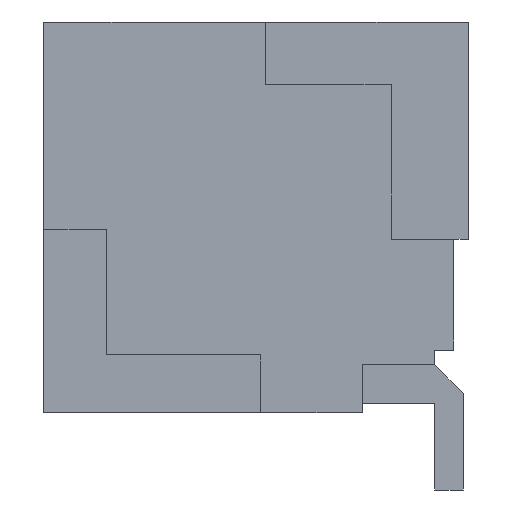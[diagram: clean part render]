
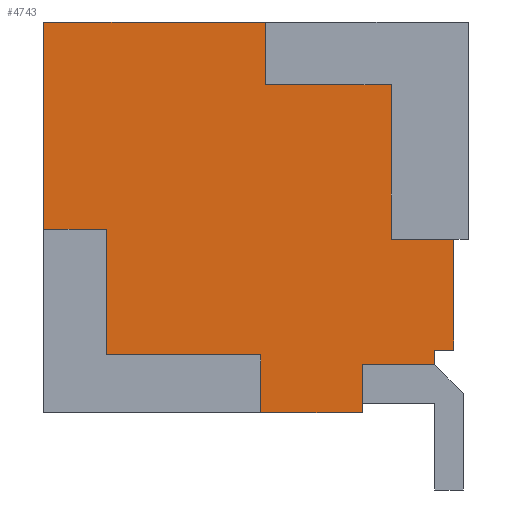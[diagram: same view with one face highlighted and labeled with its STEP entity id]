
A CAD part, left-side view. The second image highlights one B-rep face of the part: STEP entity #4743.
In plain terms, the highlighted planar face has unit normal (-1, 0, 0).
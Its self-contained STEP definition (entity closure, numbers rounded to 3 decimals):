
#13 = LINE ( 'NONE', #481, #4785 ) ;
#44 = EDGE_CURVE ( 'NONE', #4169, #5266, #3027, .T. ) ;
#103 = CARTESIAN_POINT ( 'NONE',  ( -6.625, 0.65, -0.65 ) ) ;
#123 = EDGE_CURVE ( 'NONE', #1637, #4894, #3158, .T. ) ;
#142 = CARTESIAN_POINT ( 'NONE',  ( -6.625, 0.95, -4.05 ) ) ;
#173 = EDGE_CURVE ( 'NONE', #576, #3689, #3176, .T. ) ;
#189 = VECTOR ( 'NONE', #243, 1000. ) ;
#243 = DIRECTION ( 'NONE',  ( 0., -1., 0. ) ) ;
#273 = VECTOR ( 'NONE', #3769, 1000. ) ;
#372 = CARTESIAN_POINT ( 'NONE',  ( -6.625, 0.65, 0. ) ) ;
#396 = LINE ( 'NONE', #3838, #4830 ) ;
#399 = CARTESIAN_POINT ( 'NONE',  ( -6.625, 1.95, 0. ) ) ;
#402 = PLANE ( 'NONE',  #4920 ) ;
#422 = CARTESIAN_POINT ( 'NONE',  ( -6.625, 0., 0. ) ) ;
#481 = CARTESIAN_POINT ( 'NONE',  ( -6.625, 1.95, 0. ) ) ;
#482 = VECTOR ( 'NONE', #4692, 1000. ) ;
#490 = CARTESIAN_POINT ( 'NONE',  ( -6.625, 2., -4.05 ) ) ;
#499 = EDGE_CURVE ( 'NONE', #771, #541, #4387, .T. ) ;
#541 = VERTEX_POINT ( 'NONE', #2156 ) ;
#576 = VERTEX_POINT ( 'NONE', #2173 ) ;
#669 = EDGE_CURVE ( 'NONE', #4668, #1806, #13, .T. ) ;
#771 = VERTEX_POINT ( 'NONE', #103 ) ;
#818 = CARTESIAN_POINT ( 'NONE',  ( -6.625, 0., -2.25 ) ) ;
#819 = VECTOR ( 'NONE', #3141, 1000. ) ;
#1032 = EDGE_CURVE ( 'NONE', #2414, #1654, #1760, .T. ) ;
#1108 = CARTESIAN_POINT ( 'NONE',  ( -6.625, 2., 0. ) ) ;
#1133 = CARTESIAN_POINT ( 'NONE',  ( -6.625, 3.6, -3.45 ) ) ;
#1161 = CARTESIAN_POINT ( 'NONE',  ( -6.625, 2., -3.45 ) ) ;
#1246 = LINE ( 'NONE', #5081, #3538 ) ;
#1279 = DIRECTION ( 'NONE',  ( 0., 1., 0. ) ) ;
#1308 = VECTOR ( 'NONE', #4610, 1000. ) ;
#1353 = LINE ( 'NONE', #5080, #482 ) ;
#1358 = VECTOR ( 'NONE', #3940, 1000. ) ;
#1391 = VERTEX_POINT ( 'NONE', #5313 ) ;
#1405 = ORIENTED_EDGE ( 'NONE', *, *, #3559, .F. ) ;
#1473 = CARTESIAN_POINT ( 'NONE',  ( -6.625, 3.6, -2.15 ) ) ;
#1613 = ORIENTED_EDGE ( 'NONE', *, *, #3927, .T. ) ;
#1637 = VERTEX_POINT ( 'NONE', #1133 ) ;
#1654 = VERTEX_POINT ( 'NONE', #3628 ) ;
#1689 = CARTESIAN_POINT ( 'NONE',  ( -6.625, 0.2, -3.4 ) ) ;
#1724 = CARTESIAN_POINT ( 'NONE',  ( -6.625, 4.25, -2.15 ) ) ;
#1760 = LINE ( 'NONE', #2464, #3110 ) ;
#1806 = VERTEX_POINT ( 'NONE', #2975 ) ;
#1860 = LINE ( 'NONE', #3698, #189 ) ;
#2058 = ORIENTED_EDGE ( 'NONE', *, *, #3919, .T. ) ;
#2114 = DIRECTION ( 'NONE',  ( 0., 0., 1. ) ) ;
#2116 = LINE ( 'NONE', #4142, #1308 ) ;
#2156 = CARTESIAN_POINT ( 'NONE',  ( -6.625, 0.65, -2.25 ) ) ;
#2165 = EDGE_CURVE ( 'NONE', #541, #2275, #3476, .T. ) ;
#2169 = VERTEX_POINT ( 'NONE', #1161 ) ;
#2173 = CARTESIAN_POINT ( 'NONE',  ( -6.625, 4.25, 0. ) ) ;
#2214 = ORIENTED_EDGE ( 'NONE', *, *, #173, .T. ) ;
#2275 = VERTEX_POINT ( 'NONE', #818 ) ;
#2286 = ORIENTED_EDGE ( 'NONE', *, *, #44, .F. ) ;
#2312 = ORIENTED_EDGE ( 'NONE', *, *, #123, .F. ) ;
#2371 = CARTESIAN_POINT ( 'NONE',  ( -6.625, 3.6, 0. ) ) ;
#2414 = VERTEX_POINT ( 'NONE', #5156 ) ;
#2464 = CARTESIAN_POINT ( 'NONE',  ( -6.625, 0., -3.4 ) ) ;
#2531 = VECTOR ( 'NONE', #5285, 1000. ) ;
#2635 = VECTOR ( 'NONE', #5320, 1000. ) ;
#2665 = EDGE_CURVE ( 'NONE', #1806, #771, #1353, .T. ) ;
#2674 = CARTESIAN_POINT ( 'NONE',  ( -6.625, 0.95, -3.55 ) ) ;
#2920 = DIRECTION ( 'NONE',  ( 0., 0., 1. ) ) ;
#2936 = ORIENTED_EDGE ( 'NONE', *, *, #1032, .T. ) ;
#2975 = CARTESIAN_POINT ( 'NONE',  ( -6.625, 1.95, -0.65 ) ) ;
#3027 = LINE ( 'NONE', #3376, #273 ) ;
#3110 = VECTOR ( 'NONE', #4611, 1000. ) ;
#3141 = DIRECTION ( 'NONE',  ( 0., 0., 1. ) ) ;
#3158 = LINE ( 'NONE', #2371, #2635 ) ;
#3176 = LINE ( 'NONE', #3492, #1358 ) ;
#3339 = VECTOR ( 'NONE', #4581, 1000. ) ;
#3343 = VERTEX_POINT ( 'NONE', #2674 ) ;
#3373 = DIRECTION ( 'NONE',  ( 0., 0., -1. ) ) ;
#3376 = CARTESIAN_POINT ( 'NONE',  ( -6.625, 0., -4.05 ) ) ;
#3442 = VECTOR ( 'NONE', #3373, 1000. ) ;
#3460 = DIRECTION ( 'NONE',  ( 0., 0., -1. ) ) ;
#3476 = LINE ( 'NONE', #4957, #3339 ) ;
#3492 = CARTESIAN_POINT ( 'NONE',  ( -6.625, 4.25, -4.05 ) ) ;
#3538 = VECTOR ( 'NONE', #2114, 1000. ) ;
#3551 = ORIENTED_EDGE ( 'NONE', *, *, #2165, .F. ) ;
#3559 = EDGE_CURVE ( 'NONE', #4894, #3689, #396, .T. ) ;
#3603 = ORIENTED_EDGE ( 'NONE', *, *, #669, .F. ) ;
#3628 = CARTESIAN_POINT ( 'NONE',  ( -6.625, 0., -3.4 ) ) ;
#3679 = ORIENTED_EDGE ( 'NONE', *, *, #499, .F. ) ;
#3689 = VERTEX_POINT ( 'NONE', #1724 ) ;
#3698 = CARTESIAN_POINT ( 'NONE',  ( -6.625, 0., 0. ) ) ;
#3700 = VECTOR ( 'NONE', #4914, 1000. ) ;
#3769 = DIRECTION ( 'NONE',  ( 0., 1., 0. ) ) ;
#3777 = DIRECTION ( 'NONE',  ( 1., 0., 0. ) ) ;
#3838 = CARTESIAN_POINT ( 'NONE',  ( -6.625, 3.6, -2.15 ) ) ;
#3862 = DIRECTION ( 'NONE',  ( 0., 0., -1. ) ) ;
#3890 = ORIENTED_EDGE ( 'NONE', *, *, #4536, .T. ) ;
#3919 = EDGE_CURVE ( 'NONE', #4169, #3343, #1246, .T. ) ;
#3927 = EDGE_CURVE ( 'NONE', #1391, #2414, #5224, .T. ) ;
#3940 = DIRECTION ( 'NONE',  ( 0., 0., -1. ) ) ;
#4142 = CARTESIAN_POINT ( 'NONE',  ( -6.625, 0.2, -3.55 ) ) ;
#4169 = VERTEX_POINT ( 'NONE', #142 ) ;
#4235 = EDGE_LOOP ( 'NONE', ( #2312, #5088, #5007, #2286, #2058, #3890, #1613, #2936, #4961, #3551, #3679, #4483, #3603, #4635, #2214, #1405 ) ) ;
#4254 = EDGE_CURVE ( 'NONE', #576, #4668, #1860, .T. ) ;
#4357 = EDGE_CURVE ( 'NONE', #2169, #1637, #5206, .T. ) ;
#4387 = LINE ( 'NONE', #372, #3442 ) ;
#4411 = CARTESIAN_POINT ( 'NONE',  ( -6.625, 0., -3.45 ) ) ;
#4483 = ORIENTED_EDGE ( 'NONE', *, *, #2665, .F. ) ;
#4536 = EDGE_CURVE ( 'NONE', #3343, #1391, #2116, .T. ) ;
#4545 = VECTOR ( 'NONE', #2920, 1000. ) ;
#4581 = DIRECTION ( 'NONE',  ( 0., -1., 0. ) ) ;
#4610 = DIRECTION ( 'NONE',  ( 0., -1., 0. ) ) ;
#4611 = DIRECTION ( 'NONE',  ( 0., -1., 0. ) ) ;
#4635 = ORIENTED_EDGE ( 'NONE', *, *, #4254, .F. ) ;
#4668 = VERTEX_POINT ( 'NONE', #399 ) ;
#4692 = DIRECTION ( 'NONE',  ( 0., -1., 0. ) ) ;
#4743 = ADVANCED_FACE ( 'NONE', ( #5193 ), #402, .F. ) ;
#4785 = VECTOR ( 'NONE', #3862, 1000. ) ;
#4830 = VECTOR ( 'NONE', #1279, 1000. ) ;
#4858 = CARTESIAN_POINT ( 'NONE',  ( -6.625, 0., 0. ) ) ;
#4894 = VERTEX_POINT ( 'NONE', #1473 ) ;
#4914 = DIRECTION ( 'NONE',  ( 0., 0., 1. ) ) ;
#4920 = AXIS2_PLACEMENT_3D ( 'NONE', #422, #3777, #3460 ) ;
#4957 = CARTESIAN_POINT ( 'NONE',  ( -6.625, 0., -2.25 ) ) ;
#4961 = ORIENTED_EDGE ( 'NONE', *, *, #5019, .T. ) ;
#4987 = LINE ( 'NONE', #4858, #819 ) ;
#5007 = ORIENTED_EDGE ( 'NONE', *, *, #5232, .F. ) ;
#5019 = EDGE_CURVE ( 'NONE', #1654, #2275, #4987, .T. ) ;
#5080 = CARTESIAN_POINT ( 'NONE',  ( -6.625, 0., -0.65 ) ) ;
#5081 = CARTESIAN_POINT ( 'NONE',  ( -6.625, 0.95, -3.55 ) ) ;
#5088 = ORIENTED_EDGE ( 'NONE', *, *, #4357, .F. ) ;
#5156 = CARTESIAN_POINT ( 'NONE',  ( -6.625, 0.2, -3.4 ) ) ;
#5179 = LINE ( 'NONE', #1108, #3700 ) ;
#5193 = FACE_OUTER_BOUND ( 'NONE', #4235, .T. ) ;
#5206 = LINE ( 'NONE', #4411, #2531 ) ;
#5224 = LINE ( 'NONE', #1689, #4545 ) ;
#5232 = EDGE_CURVE ( 'NONE', #5266, #2169, #5179, .T. ) ;
#5266 = VERTEX_POINT ( 'NONE', #490 ) ;
#5285 = DIRECTION ( 'NONE',  ( 0., 1., 0. ) ) ;
#5313 = CARTESIAN_POINT ( 'NONE',  ( -6.625, 0.2, -3.55 ) ) ;
#5320 = DIRECTION ( 'NONE',  ( 0., 0., 1. ) ) ;
